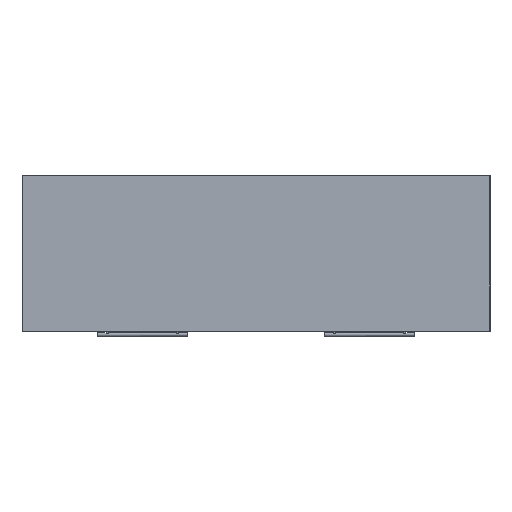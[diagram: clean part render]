
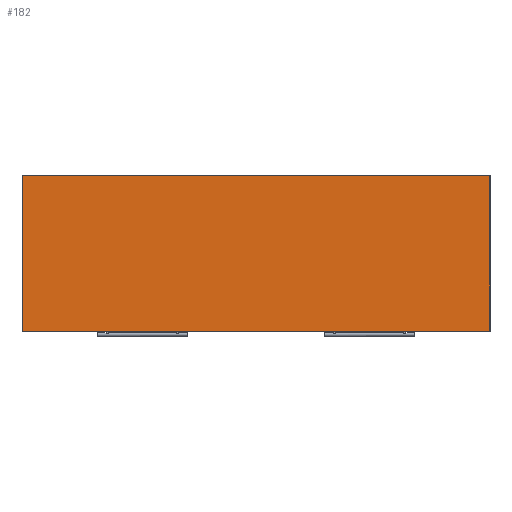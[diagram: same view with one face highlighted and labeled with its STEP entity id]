
A CAD part, top view. The second image highlights one B-rep face of the part: STEP entity #182.
In plain terms, the highlighted face is planar.
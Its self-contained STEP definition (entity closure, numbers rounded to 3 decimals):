
#182=ADVANCED_FACE('',(#305),#1806,.T.);
#305=FACE_OUTER_BOUND('',#428,.T.);
#428=EDGE_LOOP('',(#570,#571,#572,#573));
#570=ORIENTED_EDGE('',*,*,#1088,.T.);
#571=ORIENTED_EDGE('',*,*,#1098,.T.);
#572=ORIENTED_EDGE('',*,*,#1099,.T.);
#573=ORIENTED_EDGE('',*,*,#1100,.T.);
#1088=EDGE_CURVE('',#1617,#1616,#1380,.T.);
#1098=EDGE_CURVE('',#1616,#1626,#1390,.T.);
#1099=EDGE_CURVE('',#1626,#1627,#1391,.T.);
#1100=EDGE_CURVE('',#1627,#1617,#1392,.T.);
#1380=B_SPLINE_CURVE_WITH_KNOTS('',1,(#2614,#2615),.UNSPECIFIED.,.F.,.F.,
(2,2),(-1498.,0.),.UNSPECIFIED.);
#1390=B_SPLINE_CURVE_WITH_KNOTS('',1,(#2634,#2635),.UNSPECIFIED.,.F.,.F.,
(2,2),(0.,499.),.UNSPECIFIED.);
#1391=B_SPLINE_CURVE_WITH_KNOTS('',1,(#2636,#2637),.UNSPECIFIED.,.F.,.F.,
(2,2),(0.,1498.),.UNSPECIFIED.);
#1392=B_SPLINE_CURVE_WITH_KNOTS('',1,(#2638,#2639),.UNSPECIFIED.,.F.,.F.,
(2,2),(0.,499.),.UNSPECIFIED.);
#1616=VERTEX_POINT('',#2588);
#1617=VERTEX_POINT('',#2589);
#1626=VERTEX_POINT('',#2598);
#1627=VERTEX_POINT('',#2599);
#1806=PLANE('',#2091);
#2091=AXIS2_PLACEMENT_3D('',#2390,#2233,$);
#2233=DIRECTION('',(0.,1.,0.));
#2390=CARTESIAN_POINT('',(-898.8,20.,-299.9));
#2588=CARTESIAN_POINT('',(-749.,20.,-250.));
#2589=CARTESIAN_POINT('',(749.,20.,-250.));
#2598=CARTESIAN_POINT('',(-749.,20.,249.));
#2599=CARTESIAN_POINT('',(749.,20.,249.));
#2614=CARTESIAN_POINT('',(749.,20.,-250.));
#2615=CARTESIAN_POINT('',(-749.,20.,-250.));
#2634=CARTESIAN_POINT('',(-749.,20.,-250.));
#2635=CARTESIAN_POINT('',(-749.,20.,249.));
#2636=CARTESIAN_POINT('',(-749.,20.,249.));
#2637=CARTESIAN_POINT('',(749.,20.,249.));
#2638=CARTESIAN_POINT('',(749.,20.,249.));
#2639=CARTESIAN_POINT('',(749.,20.,-250.));
